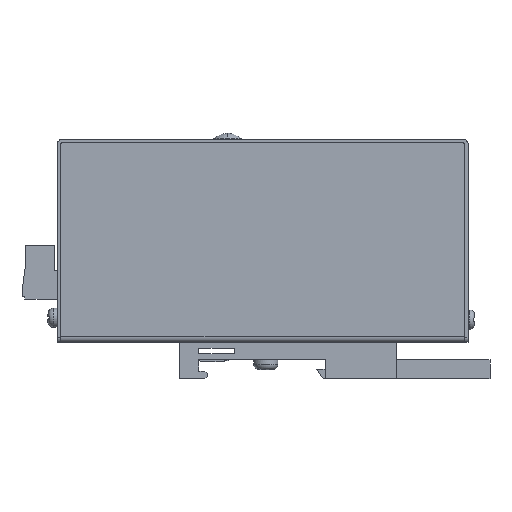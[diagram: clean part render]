
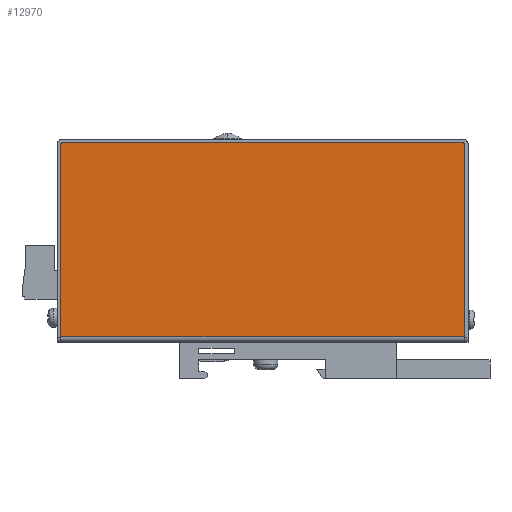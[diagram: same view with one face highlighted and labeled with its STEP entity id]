
A CAD part, left-side view. The second image highlights one B-rep face of the part: STEP entity #12970.
In plain terms, the highlighted planar face has unit normal (-1, 0, 0).
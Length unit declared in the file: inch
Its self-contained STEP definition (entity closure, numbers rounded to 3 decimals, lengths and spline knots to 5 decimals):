
#12968 = EDGE_CURVE ( 'NONE', #13032, #12971, #23951, .T. ) ;
#12970 = ADVANCED_FACE ( 'NONE', ( #23945 ), #23899, .T. ) ;
#12971 = VERTEX_POINT ( 'NONE', #23904 ) ;
#12972 = ORIENTED_EDGE ( 'NONE', *, *, #12979, .T. ) ;
#12973 = VERTEX_POINT ( 'NONE', #23948 ) ;
#12979 = EDGE_CURVE ( 'NONE', #13032, #12973, #23931, .T. ) ;
#12997 = EDGE_LOOP ( 'NONE', ( #12998, #12972, #13022, #13025, #13027, #13021 ) ) ;
#12998 = ORIENTED_EDGE ( 'NONE', *, *, #12968, .F. ) ;
#13009 = EDGE_CURVE ( 'NONE', #12971, #13026, #24013, .T. ) ;
#13019 = VERTEX_POINT ( 'NONE', #24018 ) ;
#13020 = EDGE_CURVE ( 'NONE', #13019, #12973, #23968, .T. ) ;
#13021 = ORIENTED_EDGE ( 'NONE', *, *, #13009, .F. ) ;
#13022 = ORIENTED_EDGE ( 'NONE', *, *, #13020, .F. ) ;
#13023 = EDGE_CURVE ( 'NONE', #13030, #13019, #23993, .T. ) ;
#13025 = ORIENTED_EDGE ( 'NONE', *, *, #13023, .F. ) ;
#13026 = VERTEX_POINT ( 'NONE', #23994 ) ;
#13027 = ORIENTED_EDGE ( 'NONE', *, *, #13028, .F. ) ;
#13028 = EDGE_CURVE ( 'NONE', #13026, #13030, #23992, .T. ) ;
#13030 = VERTEX_POINT ( 'NONE', #24049 ) ;
#13032 = VERTEX_POINT ( 'NONE', #24051 ) ;
#23897 = CARTESIAN_POINT ( 'NONE',  ( -1.769, 2.215, -2.40837 ) ) ;
#23899 = PLANE ( 'NONE',  #23952 ) ;
#23901 = DIRECTION ( 'NONE',  ( 0., 0., 1. ) ) ;
#23904 = CARTESIAN_POINT ( 'NONE',  ( -1.769, 2.215, -0.06 ) ) ;
#23929 = VECTOR ( 'NONE', #23987, 39.37008 ) ;
#23930 = CARTESIAN_POINT ( 'NONE',  ( -1.769, -2.215, -2.17 ) ) ;
#23931 = LINE ( 'NONE', #23930, #23929 ) ;
#23940 = DIRECTION ( 'NONE',  ( 0., 0., -1. ) ) ;
#23941 = DIRECTION ( 'NONE',  ( -1., 0., 0. ) ) ;
#23942 = CARTESIAN_POINT ( 'NONE',  ( -1.769, 2.195, -0.06 ) ) ;
#23945 = FACE_OUTER_BOUND ( 'NONE', #12997, .T. ) ;
#23948 = CARTESIAN_POINT ( 'NONE',  ( -1.769, -2.215, -2.17 ) ) ;
#23950 = VECTOR ( 'NONE', #23901, 39.37008 ) ;
#23951 = LINE ( 'NONE', #23897, #23950 ) ;
#23952 = AXIS2_PLACEMENT_3D ( 'NONE', #23942, #23941, #23940 ) ;
#23968 = LINE ( 'NONE', #23997, #23996 ) ;
#23987 = DIRECTION ( 'NONE',  ( 0., -1., 0. ) ) ;
#23989 = DIRECTION ( 'NONE',  ( 0., 0., -1. ) ) ;
#23990 = DIRECTION ( 'NONE',  ( 1., 0., 0. ) ) ;
#23992 = LINE ( 'NONE', #23999, #24009 ) ;
#23993 = CIRCLE ( 'NONE', #23998, 0.02 ) ;
#23994 = CARTESIAN_POINT ( 'NONE',  ( -1.769, 2.195, -0.04 ) ) ;
#23995 = DIRECTION ( 'NONE',  ( 0., 0., -1. ) ) ;
#23996 = VECTOR ( 'NONE', #23995, 39.37008 ) ;
#23997 = CARTESIAN_POINT ( 'NONE',  ( -1.769, -2.215, -0.06 ) ) ;
#23998 = AXIS2_PLACEMENT_3D ( 'NONE', #24005, #23990, #23989 ) ;
#23999 = CARTESIAN_POINT ( 'NONE',  ( -1.769, 2.195, -0.04 ) ) ;
#24005 = CARTESIAN_POINT ( 'NONE',  ( -1.769, -2.195, -0.06 ) ) ;
#24009 = VECTOR ( 'NONE', #24050, 39.37008 ) ;
#24010 = DIRECTION ( 'NONE',  ( 0., 0., -1. ) ) ;
#24011 = DIRECTION ( 'NONE',  ( 1., 0., 0. ) ) ;
#24013 = CIRCLE ( 'NONE', #24020, 0.02 ) ;
#24018 = CARTESIAN_POINT ( 'NONE',  ( -1.769, -2.215, -0.06 ) ) ;
#24019 = CARTESIAN_POINT ( 'NONE',  ( -1.769, 2.195, -0.06 ) ) ;
#24020 = AXIS2_PLACEMENT_3D ( 'NONE', #24019, #24011, #24010 ) ;
#24049 = CARTESIAN_POINT ( 'NONE',  ( -1.769, -2.195, -0.04 ) ) ;
#24050 = DIRECTION ( 'NONE',  ( 0., -1., 0. ) ) ;
#24051 = CARTESIAN_POINT ( 'NONE',  ( -1.769, 2.215, -2.17 ) ) ;
